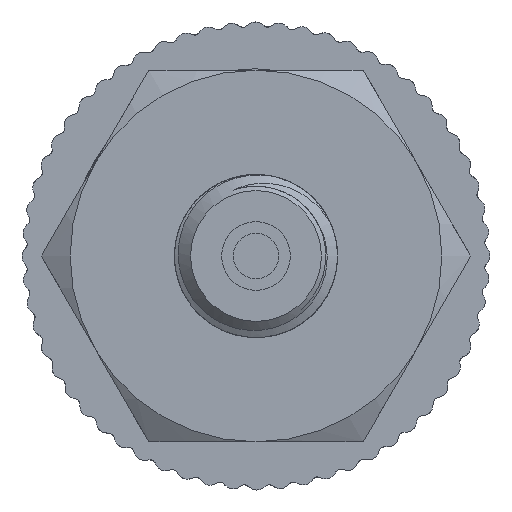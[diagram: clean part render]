
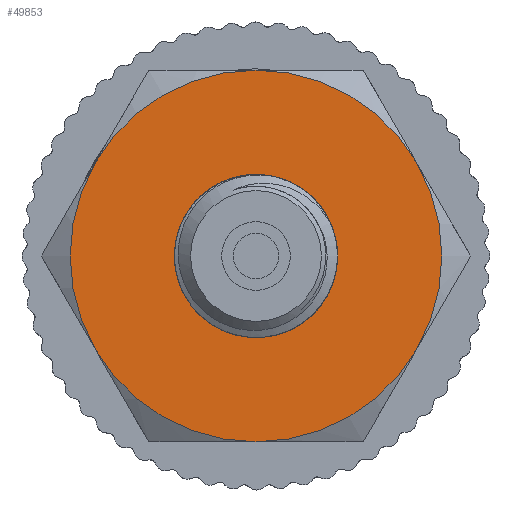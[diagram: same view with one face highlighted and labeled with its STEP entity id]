
A CAD part, left-side view. The second image highlights one B-rep face of the part: STEP entity #49853.
In plain terms, the highlighted planar face has unit normal (-1, 0, 0).
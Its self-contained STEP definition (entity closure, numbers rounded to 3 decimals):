
#138=PLANE('',#52489);
#2967=FACE_BOUND('',#6077,.T.);
#3364=FACE_OUTER_BOUND('',#6076,.T.);
#6076=EDGE_LOOP('',(#34871));
#6077=EDGE_LOOP('',(#34872));
#8559=CIRCLE('',#52472,5.9);
#8566=CIRCLE('',#52487,13.5);
#20463=VERTEX_POINT('',#82296);
#20468=VERTEX_POINT('',#83008);
#26022=EDGE_CURVE('',#20463,#20463,#8559,.T.);
#26034=EDGE_CURVE('',#20468,#20468,#8566,.T.);
#34871=ORIENTED_EDGE('',*,*,#26034,.F.);
#34872=ORIENTED_EDGE('',*,*,#26022,.T.);
#49853=ADVANCED_FACE('',(#3364,#2967),#138,.T.);
#52472=AXIS2_PLACEMENT_3D('',#82297,#57169,#57170);
#52487=AXIS2_PLACEMENT_3D('',#83010,#57203,#57204);
#52489=AXIS2_PLACEMENT_3D('',#83012,#57207,#57208);
#57169=DIRECTION('center_axis',(1.,0.,0.));
#57170=DIRECTION('ref_axis',(0.,0.,-1.));
#57203=DIRECTION('center_axis',(1.,0.,0.));
#57204=DIRECTION('ref_axis',(0.,0.,-1.));
#57207=DIRECTION('center_axis',(-1.,0.,0.));
#57208=DIRECTION('ref_axis',(0.,0.,1.));
#82296=CARTESIAN_POINT('',(-47.,0.,5.9));
#82297=CARTESIAN_POINT('Origin',(-47.,0.,0.));
#83008=CARTESIAN_POINT('',(-47.,-13.5,0.));
#83010=CARTESIAN_POINT('Origin',(-47.,0.,0.));
#83012=CARTESIAN_POINT('Origin',(-47.,13.5,0.));
